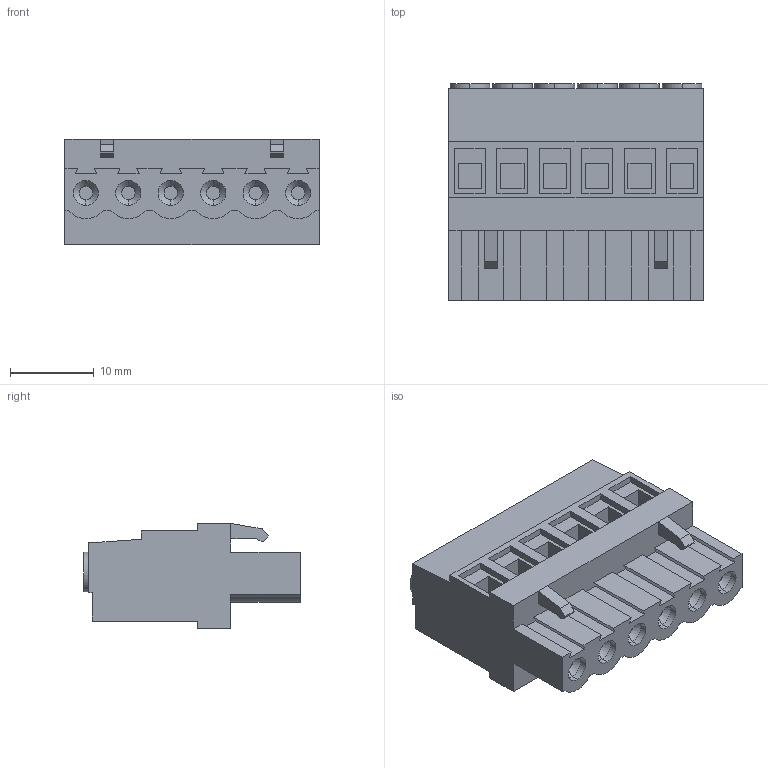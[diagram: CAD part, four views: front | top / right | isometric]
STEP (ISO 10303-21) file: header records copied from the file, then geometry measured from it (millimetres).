
FILE_DESCRIPTION (( 'STEP AP203' ), '1' );
FILE_NAME ('SOKETLI BASKILI DEVRE KLEMENSI - 5,08 MM DIK DISI - 6 LI.STEP', '2018-09-11T13:19:33', ( 'user' ), ( '' ), 'SwSTEP 2.0', 'SolidWorks 2016', '' );
FILE_SCHEMA (( 'CONFIG_CONTROL_DESIGN' ));
Length unit declared in the file: millimetre
Products named in the file (1): SOKETLI BASKILI DEVRE KLEMENSI - 5,08 MM DIK DISI - 6 LI
Bounding box: 30.42 x 25.9 x 12.6 mm (x, y, z)
Volume: 6152.4 mm3; surface area: 4131.6 mm2
Topology: 1 solids, 1 shells, 240 faces, 614 edges, 400 vertices
Faces by surface type: plane 168, cylinder 60, cone 12
Entity records: 7319 total; most frequent: CARTESIAN_POINT 1255, DIRECTION 1240, ORIENTED_EDGE 1228, EDGE_CURVE 614, VECTOR 470, LINE 470, VERTEX_POINT 400, AXIS2_PLACEMENT_3D 385
